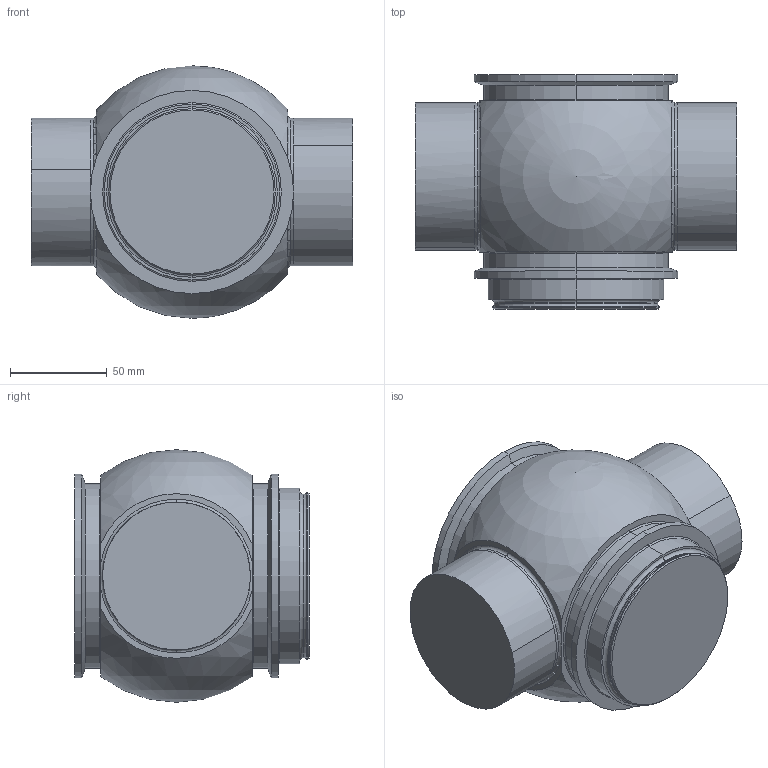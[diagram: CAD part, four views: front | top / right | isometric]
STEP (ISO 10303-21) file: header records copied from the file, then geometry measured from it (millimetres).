
FILE_DESCRIPTION (( 'STEP AP214' ), '1' );
FILE_NAME ('102459.STEP', '2017-11-02T20:46:39', ( '' ), ( '' ), 'SwSTEP 2.0', 'SolidWorks 2014', '' );
FILE_SCHEMA (( 'AUTOMOTIVE_DESIGN' ));
Length unit declared in the file: inch
Products named in the file (1): 102459
Bounding box: 165.86 x 120.85 x 130.15 mm (x, y, z)
Volume: 1431514.1 mm3; surface area: 80531.9 mm2
Topology: 1 solids, 1 shells, 56 faces, 130 edges, 78 vertices
Faces by surface type: cylinder 22, torus 14, plane 12, cone 6, sphere 2
Entity records: 1652 total; most frequent: DIRECTION 318, CARTESIAN_POINT 311, ORIENTED_EDGE 248, AXIS2_PLACEMENT_3D 141, EDGE_CURVE 124, CIRCLE 84, VERTEX_POINT 74, EDGE_LOOP 60
